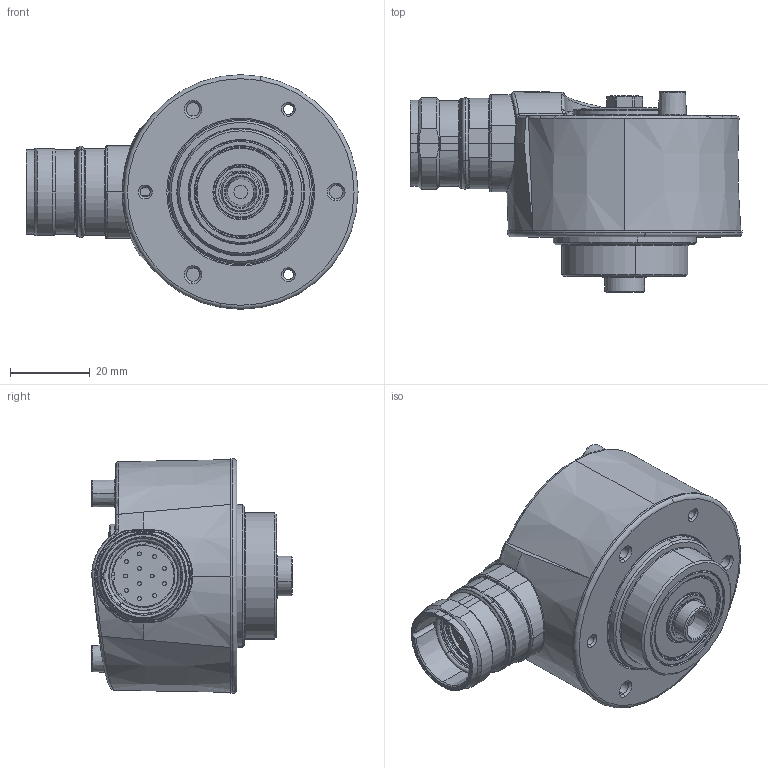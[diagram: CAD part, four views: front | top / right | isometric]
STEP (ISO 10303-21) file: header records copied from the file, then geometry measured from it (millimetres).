
FILE_DESCRIPTION (( 'STEP AP203' ), '1' );
FILE_NAME ('M135.STEP', '2020-06-08T06:41:18', ( '' ), ( '' ), 'SwSTEP 2.0', 'SolidWorks 2018', '' );
FILE_SCHEMA (( 'CONFIG_CONTROL_DESIGN' ));
Length unit declared in the file: millimetre
Products named in the file (1): M135
Bounding box: 83.5 x 50.45 x 59 mm (x, y, z)
Surface area: 19164.9 mm2 (no closed solid volume)
Topology: 0 solids, 17 shells, 332 faces, 888 edges, 582 vertices
Faces by surface type: cylinder 94, cone 74, plane 74, torus 46, bspline 44
Entity records: 15611 total; most frequent: CARTESIAN_POINT 7834, ORIENTED_EDGE 1624, DIRECTION 1482, EDGE_CURVE 888, AXIS2_PLACEMENT_3D 624, VERTEX_POINT 582, EDGE_LOOP 375, CIRCLE 335
